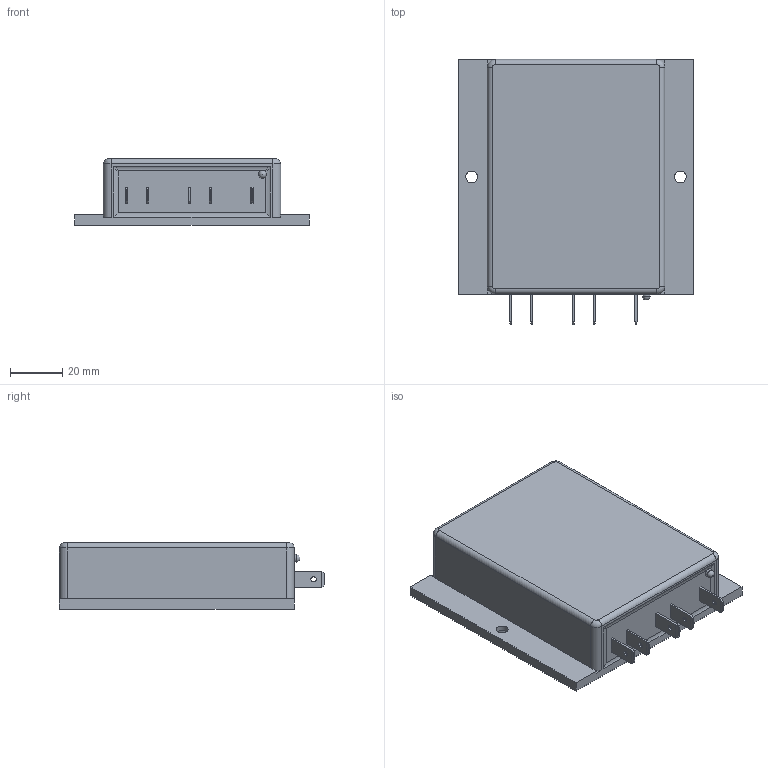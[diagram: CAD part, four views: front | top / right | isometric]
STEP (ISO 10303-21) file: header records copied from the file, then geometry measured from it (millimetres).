
FILE_DESCRIPTION(('HOOPS Exchange Step'),'2;1');
FILE_NAME('export-3E1C45CB-4680-4D0C-9746-D47F54288FB9.stp','2020-02-06T14:38:48+01:00',('julian'),('Alibre'),'HOOPS Exchange 2019.2','Alibre','Unknown authorisation');
FILE_SCHEMA( ('AP203_CONFIGURATION_CONTROLLED_3D_DESIGN_OF_MECHANICAL_PARTS_AND_ASSEMBLIES_MIM_LF') );
Length unit declared in the file: centimetre
Products named in the file (2): Assembly_Boolean_(6); FMC 90x90x26
Assembly tree (1 placements, depth 2):
  FMC 90x90x26
    Assembly_Boolean_(6)
Bounding box: 90 x 101.6 x 25.5 mm (x, y, z)
Volume: 163211.7 mm3; surface area: 24951.4 mm2
Topology: 1 solids, 1 shells, 100 faces, 250 edges, 155 vertices
Faces by surface type: plane 71, cylinder 20, torus 4, cone 2, bspline 2, sphere 1
Full cylindrical faces by diameter (mm): 2 x5, 3 x1, 4.5 x2
Entity records: 3083 total; most frequent: CARTESIAN_POINT 621, DIRECTION 496, ORIENTED_EDGE 494, EDGE_CURVE 247, VECTOR 182, LINE 182, AXIS2_PLACEMENT_3D 157, VERTEX_POINT 155
